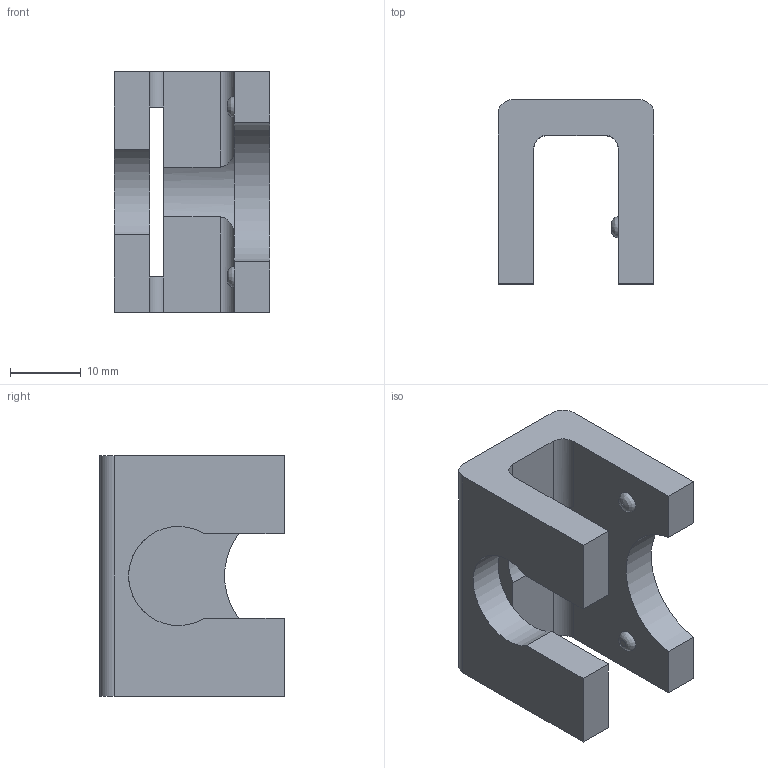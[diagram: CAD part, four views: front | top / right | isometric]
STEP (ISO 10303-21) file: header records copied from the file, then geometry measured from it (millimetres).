
FILE_DESCRIPTION(/* description */ (''),/* implementation_level */ '2;1');
FILE_NAME(/* name */ 'cc39f7be-3ce8-438d-b5a8-e3654fa419ac.stp',/* time_stamp */ '2025-12-19T03:25:24Z',/* author */ (''),/* organization */ (''),/* preprocessor_version */ 'ST-DEVELOPER v20.1',/* originating_system */ 'Autodesk Translation Framework v14.24.0.0',/* authorisation */ '');
FILE_SCHEMA (('AUTOMOTIVE_DESIGN { 1 0 10303 214 3 1 1 }'));
Length unit declared in the file: millimetre
Products named in the file (1): Rear_clip_fixed
Bounding box: 22 x 26 x 34 mm (x, y, z)
Volume: 8644.9 mm3; surface area: 4893.4 mm2
Topology: 1 solids, 1 shells, 30 faces, 82 edges, 54 vertices
Faces by surface type: plane 19, cylinder 9, bspline 2
Entity records: 1081 total; most frequent: CARTESIAN_POINT 276, ORIENTED_EDGE 162, DIRECTION 158, EDGE_CURVE 81, LINE 58, VECTOR 58, VERTEX_POINT 54, AXIS2_PLACEMENT_3D 50
